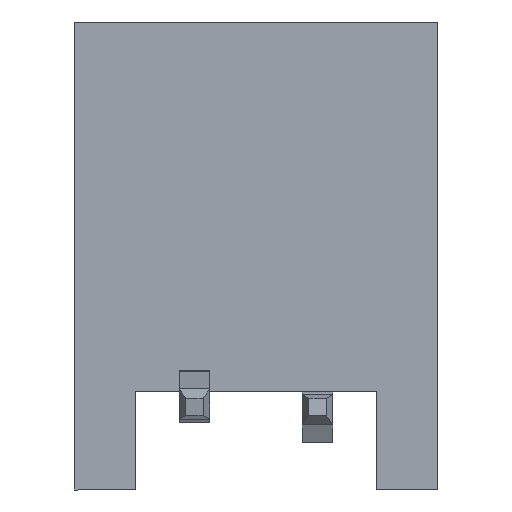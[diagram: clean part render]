
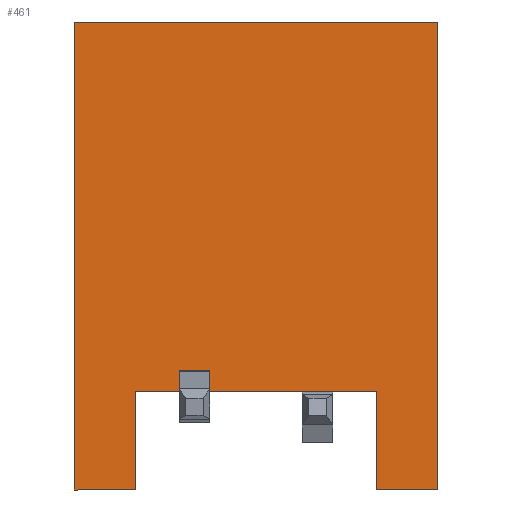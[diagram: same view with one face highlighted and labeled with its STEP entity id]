
A CAD part, front view. The second image highlights one B-rep face of the part: STEP entity #461.
In plain terms, the highlighted planar face has unit normal (0, -1, 0).
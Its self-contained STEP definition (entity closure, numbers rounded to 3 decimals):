
#50 = EDGE_LOOP ( 'NONE', ( #748, #1946, #1475, #1707, #640, #2357, #1185, #2281 ) ) ;
#63 = LINE ( 'NONE', #2083, #3033 ) ;
#136 = DIRECTION ( 'NONE',  ( 0., 0., -1. ) ) ;
#168 = EDGE_CURVE ( 'NONE', #2728, #2463, #2464, .T. ) ;
#274 = CARTESIAN_POINT ( 'NONE',  ( 1.95, 0., 1.6 ) ) ;
#314 = FACE_OUTER_BOUND ( 'NONE', #50, .T. ) ;
#315 = CARTESIAN_POINT ( 'NONE',  ( 2.95, 0., 0. ) ) ;
#387 = CARTESIAN_POINT ( 'NONE',  ( 1.95, 0., 0. ) ) ;
#393 = CARTESIAN_POINT ( 'NONE',  ( 2.95, 0., 0. ) ) ;
#454 = CARTESIAN_POINT ( 'NONE',  ( 2.95, 0., 1.6 ) ) ;
#461 = ADVANCED_FACE ( 'NONE', ( #314 ), #2192, .F. ) ;
#514 = VECTOR ( 'NONE', #2322, 1000. ) ;
#535 = LINE ( 'NONE', #2607, #1903 ) ;
#579 = DIRECTION ( 'NONE',  ( 1., 0., 0. ) ) ;
#597 = VERTEX_POINT ( 'NONE', #2325 ) ;
#638 = AXIS2_PLACEMENT_3D ( 'NONE', #733, #1948, #711 ) ;
#640 = ORIENTED_EDGE ( 'NONE', *, *, #2320, .F. ) ;
#711 = DIRECTION ( 'NONE',  ( 0., 0., 1. ) ) ;
#733 = CARTESIAN_POINT ( 'NONE',  ( 2.95, 0., 7.6 ) ) ;
#748 = ORIENTED_EDGE ( 'NONE', *, *, #1909, .T. ) ;
#773 = LINE ( 'NONE', #315, #2366 ) ;
#822 = LINE ( 'NONE', #1661, #1453 ) ;
#846 = EDGE_CURVE ( 'NONE', #1074, #2728, #2905, .T. ) ;
#924 = CARTESIAN_POINT ( 'NONE',  ( 2.95, 0., 7.6 ) ) ;
#1022 = EDGE_CURVE ( 'NONE', #1027, #2609, #1958, .T. ) ;
#1027 = VERTEX_POINT ( 'NONE', #2552 ) ;
#1074 = VERTEX_POINT ( 'NONE', #2092 ) ;
#1185 = ORIENTED_EDGE ( 'NONE', *, *, #1022, .F. ) ;
#1330 = DIRECTION ( 'NONE',  ( 0., 0., -1. ) ) ;
#1438 = VERTEX_POINT ( 'NONE', #924 ) ;
#1453 = VECTOR ( 'NONE', #2406, 1000. ) ;
#1475 = ORIENTED_EDGE ( 'NONE', *, *, #168, .T. ) ;
#1484 = VECTOR ( 'NONE', #1330, 1000. ) ;
#1569 = CARTESIAN_POINT ( 'NONE',  ( -2.95, 0., 7.6 ) ) ;
#1659 = VECTOR ( 'NONE', #136, 1000. ) ;
#1661 = CARTESIAN_POINT ( 'NONE',  ( -1.95, 0., 0. ) ) ;
#1707 = ORIENTED_EDGE ( 'NONE', *, *, #2254, .T. ) ;
#1903 = VECTOR ( 'NONE', #579, 1000. ) ;
#1909 = EDGE_CURVE ( 'NONE', #597, #1074, #822, .T. ) ;
#1946 = ORIENTED_EDGE ( 'NONE', *, *, #846, .T. ) ;
#1948 = DIRECTION ( 'NONE',  ( 0., 1., 0. ) ) ;
#1958 = LINE ( 'NONE', #1569, #514 ) ;
#1967 = CARTESIAN_POINT ( 'NONE',  ( -2.95, 0., 7.6 ) ) ;
#2083 = CARTESIAN_POINT ( 'NONE',  ( 2.95, 0., 7.6 ) ) ;
#2092 = CARTESIAN_POINT ( 'NONE',  ( -1.95, 0., 1.6 ) ) ;
#2146 = LINE ( 'NONE', #2826, #1484 ) ;
#2192 = PLANE ( 'NONE',  #638 ) ;
#2254 = EDGE_CURVE ( 'NONE', #2463, #2408, #773, .T. ) ;
#2265 = VECTOR ( 'NONE', #2696, 1000. ) ;
#2281 = ORIENTED_EDGE ( 'NONE', *, *, #3191, .T. ) ;
#2320 = EDGE_CURVE ( 'NONE', #1438, #2408, #2146, .T. ) ;
#2322 = DIRECTION ( 'NONE',  ( 0., 0., 1. ) ) ;
#2325 = CARTESIAN_POINT ( 'NONE',  ( -1.95, 0., 0. ) ) ;
#2341 = DIRECTION ( 'NONE',  ( 1., 0., 0. ) ) ;
#2357 = ORIENTED_EDGE ( 'NONE', *, *, #3107, .F. ) ;
#2366 = VECTOR ( 'NONE', #2341, 1000. ) ;
#2406 = DIRECTION ( 'NONE',  ( 0., 0., 1. ) ) ;
#2408 = VERTEX_POINT ( 'NONE', #393 ) ;
#2463 = VERTEX_POINT ( 'NONE', #3138 ) ;
#2464 = LINE ( 'NONE', #387, #1659 ) ;
#2552 = CARTESIAN_POINT ( 'NONE',  ( -2.95, 0., 0. ) ) ;
#2607 = CARTESIAN_POINT ( 'NONE',  ( 2.95, 0., 0. ) ) ;
#2609 = VERTEX_POINT ( 'NONE', #1967 ) ;
#2696 = DIRECTION ( 'NONE',  ( 1., 0., 0. ) ) ;
#2728 = VERTEX_POINT ( 'NONE', #274 ) ;
#2804 = DIRECTION ( 'NONE',  ( 1., 0., 0. ) ) ;
#2826 = CARTESIAN_POINT ( 'NONE',  ( 2.95, 0., 7.6 ) ) ;
#2905 = LINE ( 'NONE', #454, #2265 ) ;
#3033 = VECTOR ( 'NONE', #2804, 1000. ) ;
#3107 = EDGE_CURVE ( 'NONE', #2609, #1438, #63, .T. ) ;
#3138 = CARTESIAN_POINT ( 'NONE',  ( 1.95, 0., 0. ) ) ;
#3191 = EDGE_CURVE ( 'NONE', #1027, #597, #535, .T. ) ;
